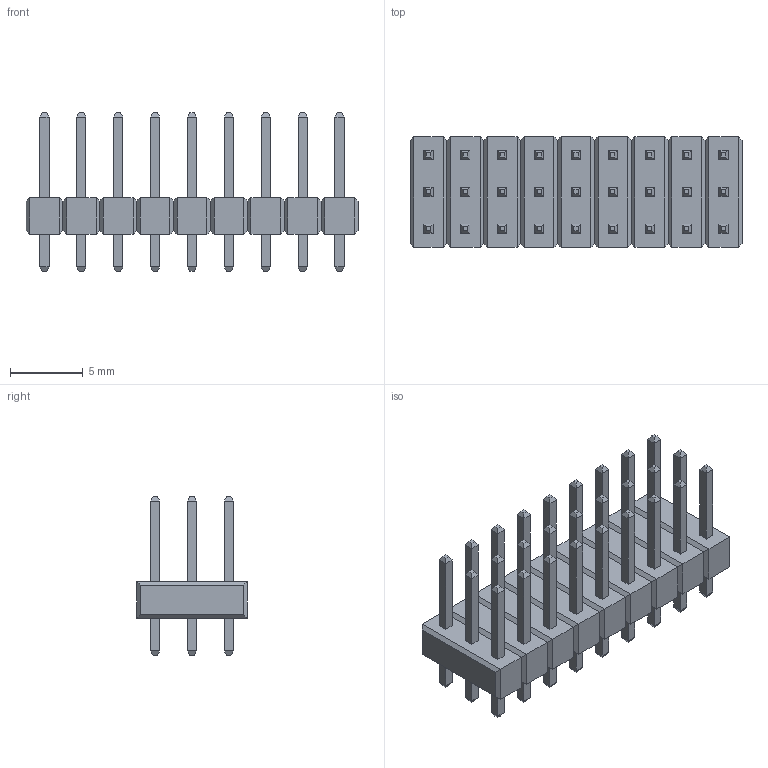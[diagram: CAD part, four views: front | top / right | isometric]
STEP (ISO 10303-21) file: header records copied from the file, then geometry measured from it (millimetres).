
FILE_DESCRIPTION (( 'STEP AP214' ), '1' );
FILE_NAME ('TSW-109-07-x-T.STEP', '2022-07-06T12:21:04', ( '' ), ( '' ), 'SwSTEP 2.0', 'SolidWorks 2018', '' );
FILE_SCHEMA (( 'AUTOMOTIVE_DESIGN' ));
Length unit declared in the file: millimetre
Products named in the file (1): TSW-109-07-x-T
Bounding box: 22.86 x 7.62 x 10.92 mm (x, y, z)
Volume: 519.7 mm3; surface area: 1075.9 mm2
Topology: 1 solids, 1 shells, 596 faces, 1300 edges, 760 vertices
Faces by surface type: plane 596
Entity records: 22094 total; most frequent: CARTESIAN_POINT 2657, ORIENTED_EDGE 2600, DIRECTION 2494, EDGE_CURVE 1300, LINE 1300, VECTOR 1300, VERTEX_POINT 760, EDGE_LOOP 650
